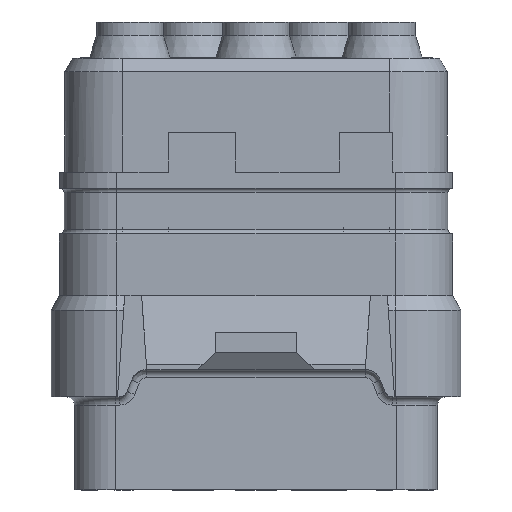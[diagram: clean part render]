
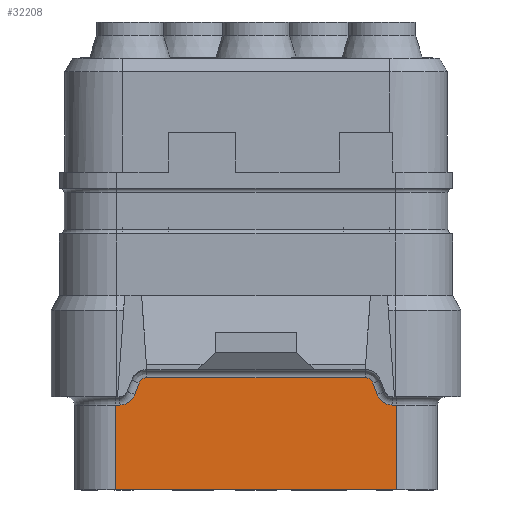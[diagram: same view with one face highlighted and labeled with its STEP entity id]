
A CAD part, front view. The second image highlights one B-rep face of the part: STEP entity #32208.
In plain terms, the highlighted planar face has unit normal (0, -1, 0).
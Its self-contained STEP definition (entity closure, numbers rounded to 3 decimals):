
#6784=DIRECTION('',(-1.,0.,0.));
#6785=VECTOR('',#6784,10.3);
#6786=CARTESIAN_POINT('',(5.15,-5.775,-11.63));
#6787=LINE('',#6786,#6785);
#7749=DIRECTION('',(0.,0.,-1.));
#7750=VECTOR('',#7749,3.1);
#7751=CARTESIAN_POINT('',(-5.15,-5.775,-8.53));
#7752=LINE('',#7751,#7750);
#7929=DIRECTION('',(-1.,0.,0.));
#7930=VECTOR('',#7929,0.15);
#7931=CARTESIAN_POINT('',(5.15,-5.775,-8.53));
#7932=LINE('',#7931,#7930);
#7978=DIRECTION('',(0.,0.,-1.));
#7979=VECTOR('',#7978,3.1);
#7980=CARTESIAN_POINT('',(5.15,-5.775,-8.53));
#7981=LINE('',#7980,#7979);
#7987=DIRECTION('',(-1.,0.,0.));
#7988=VECTOR('',#7987,0.15);
#7989=CARTESIAN_POINT('',(-5.,-5.775,-8.53));
#7990=LINE('',#7989,#7988);
#8001=CARTESIAN_POINT('',(-5.,-5.775,-7.93));
#8002=DIRECTION('',(0.,1.,0.));
#8003=DIRECTION('',(0.935,0.,-0.354));
#8004=AXIS2_PLACEMENT_3D('',#8001,#8002,#8003);
#8702=DIRECTION('',(-0.354,0.,0.935));
#8703=VECTOR('',#8702,0.447);
#8704=CARTESIAN_POINT('',(4.439,-5.775,-8.142));
#8705=LINE('',#8704,#8703);
#8716=CARTESIAN_POINT('',(5.,-5.775,-7.93));
#8717=DIRECTION('',(0.,1.,0.));
#8718=DIRECTION('',(0.,0.,-1.));
#8719=AXIS2_PLACEMENT_3D('',#8716,#8717,#8718);
#8735=CARTESIAN_POINT('',(4.,-5.775,-7.83));
#8736=DIRECTION('',(0.,-1.,0.));
#8737=DIRECTION('',(0.935,0.,0.354));
#8738=AXIS2_PLACEMENT_3D('',#8735,#8736,#8737);
#8745=DIRECTION('',(-1.,0.,0.));
#8746=VECTOR('',#8745,8.);
#8747=CARTESIAN_POINT('',(4.,-5.775,-7.53));
#8748=LINE('',#8747,#8746);
#8759=CARTESIAN_POINT('',(-4.,-5.775,-7.83));
#8760=DIRECTION('',(0.,-1.,0.));
#8761=DIRECTION('',(0.,0.,1.));
#8762=AXIS2_PLACEMENT_3D('',#8759,#8760,#8761);
#8781=DIRECTION('',(-0.354,0.,-0.935));
#8782=VECTOR('',#8781,0.447);
#8783=CARTESIAN_POINT('',(-4.281,-5.775,-7.724));
#8784=LINE('',#8783,#8782);
#18295=CARTESIAN_POINT('',(-5.15,-5.775,-11.63));
#18297=VERTEX_POINT('',#18295);
#18309=CARTESIAN_POINT('',(5.15,-5.775,-11.63));
#18310=VERTEX_POINT('',#18309);
#18377=CARTESIAN_POINT('',(-5.15,-5.775,-8.53));
#18378=VERTEX_POINT('',#18377);
#18379=CARTESIAN_POINT('',(-5.,-5.775,-8.53));
#18380=VERTEX_POINT('',#18379);
#18385=CARTESIAN_POINT('',(-4.439,-5.775,-8.142));
#18386=VERTEX_POINT('',#18385);
#18389=CARTESIAN_POINT('',(-4.281,-5.775,-7.724));
#18390=VERTEX_POINT('',#18389);
#18391=CARTESIAN_POINT('',(-4.,-5.775,-7.53));
#18392=VERTEX_POINT('',#18391);
#18393=CARTESIAN_POINT('',(4.,-5.775,-7.53));
#18394=VERTEX_POINT('',#18393);
#18395=CARTESIAN_POINT('',(4.281,-5.775,-7.724));
#18396=VERTEX_POINT('',#18395);
#18401=CARTESIAN_POINT('',(4.439,-5.775,-8.142));
#18402=VERTEX_POINT('',#18401);
#18405=CARTESIAN_POINT('',(5.,-5.775,-8.53));
#18406=VERTEX_POINT('',#18405);
#18407=CARTESIAN_POINT('',(5.15,-5.775,-8.53));
#18408=VERTEX_POINT('',#18407);
#32181=CARTESIAN_POINT('',(5.15,-5.775,-8.23));
#32182=DIRECTION('',(0.,-1.,0.));
#32183=DIRECTION('',(-1.,0.,0.));
#32184=AXIS2_PLACEMENT_3D('',#32181,#32182,#32183);
#32185=PLANE('',#32184);
#32187=ORIENTED_EDGE('',*,*,#32186,.F.);
#32189=ORIENTED_EDGE('',*,*,#32188,.F.);
#32191=ORIENTED_EDGE('',*,*,#32190,.F.);
#32193=ORIENTED_EDGE('',*,*,#32192,.F.);
#32195=ORIENTED_EDGE('',*,*,#32194,.F.);
#32197=ORIENTED_EDGE('',*,*,#32196,.F.);
#32199=ORIENTED_EDGE('',*,*,#32198,.F.);
#32201=ORIENTED_EDGE('',*,*,#32200,.F.);
#32202=ORIENTED_EDGE('',*,*,#32094,.F.);
#32203=ORIENTED_EDGE('',*,*,#32176,.T.);
#32204=ORIENTED_EDGE('',*,*,#31356,.T.);
#32205=ORIENTED_EDGE('',*,*,#31873,.F.);
#32206=EDGE_LOOP('',(#32187,#32189,#32191,#32193,#32195,#32197,#32199,#32201,
#32202,#32203,#32204,#32205));
#32207=FACE_OUTER_BOUND('',#32206,.F.);
#32208=ADVANCED_FACE('',(#32207),#32185,.T.);
#8005=CIRCLE('',#8004,0.6);
#8720=CIRCLE('',#8719,0.6);
#8739=CIRCLE('',#8738,0.3);
#8763=CIRCLE('',#8762,0.3);
#31356=EDGE_CURVE('',#18310,#18297,#6787,.T.);
#31873=EDGE_CURVE('',#18378,#18297,#7752,.T.);
#32094=EDGE_CURVE('',#18408,#18406,#7932,.T.);
#32176=EDGE_CURVE('',#18408,#18310,#7981,.T.);
#32186=EDGE_CURVE('',#18380,#18378,#7990,.T.);
#32188=EDGE_CURVE('',#18386,#18380,#8005,.T.);
#32190=EDGE_CURVE('',#18390,#18386,#8784,.T.);
#32192=EDGE_CURVE('',#18392,#18390,#8763,.T.);
#32194=EDGE_CURVE('',#18394,#18392,#8748,.T.);
#32196=EDGE_CURVE('',#18396,#18394,#8739,.T.);
#32198=EDGE_CURVE('',#18402,#18396,#8705,.T.);
#32200=EDGE_CURVE('',#18406,#18402,#8720,.T.);
